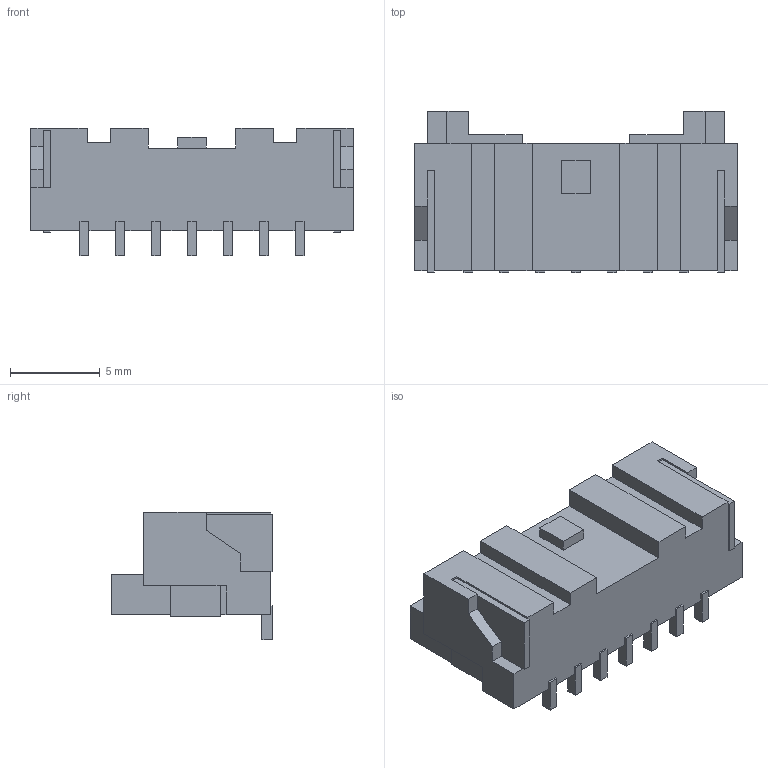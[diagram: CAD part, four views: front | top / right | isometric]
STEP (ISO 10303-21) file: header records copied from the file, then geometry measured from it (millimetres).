
FILE_DESCRIPTION (( 'STEP AP214' ), '1' );
FILE_NAME ('JST BM07B-PASS-TF.STEP', '2015-11-29T00:40:36', ( '' ), ( '' ), 'SwSTEP 2.0', 'SolidWorks 2015', '' );
FILE_SCHEMA (( 'AUTOMOTIVE_DESIGN' ));
Length unit declared in the file: millimetre
Products named in the file (1): JST BM07B-PASS-TF
Bounding box: 18 x 9 x 7.1 mm (x, y, z)
Volume: 501.7 mm3; surface area: 842.9 mm2
Topology: 1 solids, 1 shells, 170 faces, 474 edges, 314 vertices
Faces by surface type: plane 170
Entity records: 7234 total; most frequent: CARTESIAN_POINT 959, ORIENTED_EDGE 948, DIRECTION 816, EDGE_CURVE 474, VECTOR 474, LINE 474, VERTEX_POINT 314, EDGE_LOOP 178
